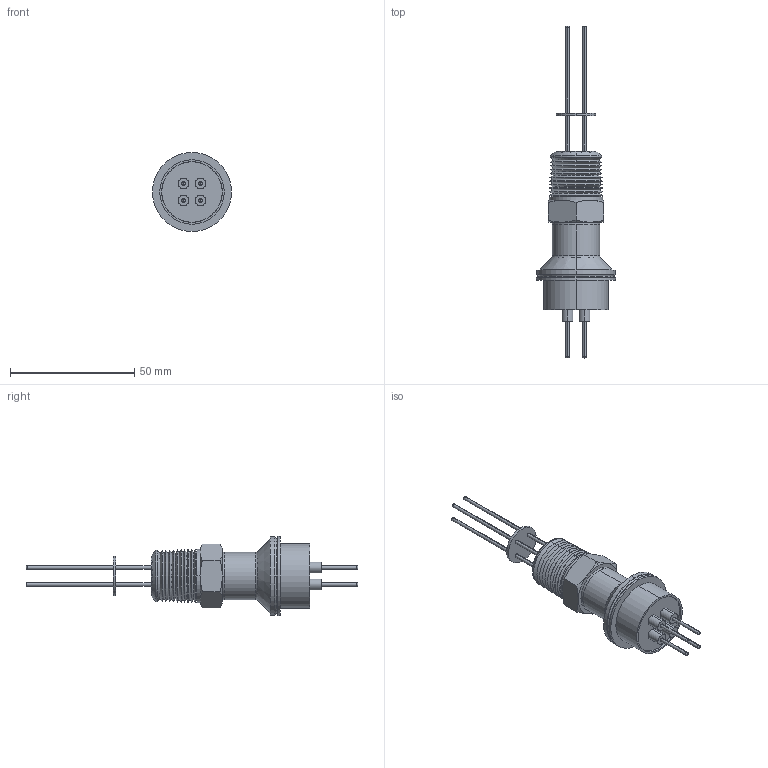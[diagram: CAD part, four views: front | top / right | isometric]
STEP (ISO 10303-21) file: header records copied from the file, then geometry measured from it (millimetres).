
FILE_DESCRIPTION (( 'STEP AP203' ), '1' );
FILE_NAME ('A0424-4-NPT.STEP', '2013-05-14T11:53:43', ( '' ), ( '' ), 'SwSTEP 2.0', 'SolidWorks 2012', '' );
FILE_SCHEMA (( 'CONFIG_CONTROL_DESIGN' ));
Length unit declared in the file: inch
Products named in the file (1): A0424-4-NPT
Bounding box: 31.75 x 133.35 x 31.75 mm (x, y, z)
Volume: 9869.8 mm3; surface area: 15513.5 mm2
Topology: 1 solids, 5 shells, 258 faces, 556 edges, 343 vertices
Faces by surface type: cylinder 94, cone 85, plane 51, torus 28
Entity records: 7870 total; most frequent: CARTESIAN_POINT 1990, DIRECTION 1329, ORIENTED_EDGE 1112, AXIS2_PLACEMENT_3D 578, EDGE_CURVE 556, VERTEX_POINT 343, CIRCLE 319, EDGE_LOOP 313
